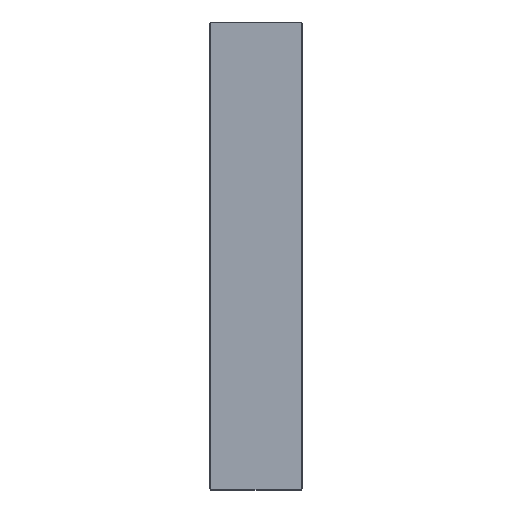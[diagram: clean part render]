
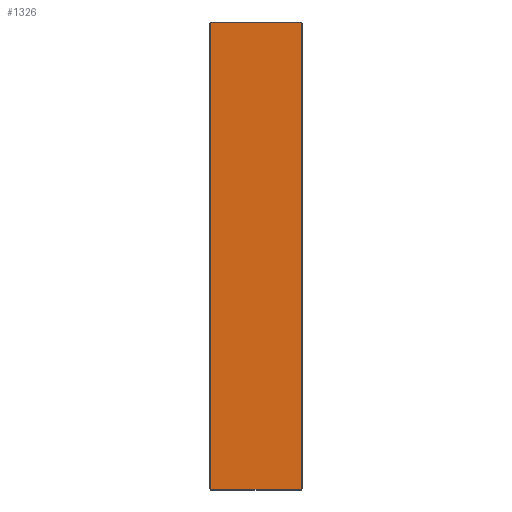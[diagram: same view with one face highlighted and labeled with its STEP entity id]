
A CAD part, top view. The second image highlights one B-rep face of the part: STEP entity #1326.
In plain terms, the highlighted planar face has unit normal (0, 0, 1).
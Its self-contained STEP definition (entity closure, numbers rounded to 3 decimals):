
#2 = EDGE_CURVE ( 'NONE', #918, #454, #973, .T. ) ;
#56 = CARTESIAN_POINT ( 'NONE',  ( 82.7, -428.5, 0. ) ) ;
#105 = VECTOR ( 'NONE', #554, 1000. ) ;
#108 = VECTOR ( 'NONE', #1352, 1000. ) ;
#213 = CARTESIAN_POINT ( 'NONE',  ( -82.7, -426.7, 0. ) ) ;
#315 = FACE_OUTER_BOUND ( 'NONE', #2144, .T. ) ;
#344 = LINE ( 'NONE', #1919, #105 ) ;
#454 = VERTEX_POINT ( 'NONE', #680 ) ;
#492 = ORIENTED_EDGE ( 'NONE', *, *, #674, .T. ) ;
#554 = DIRECTION ( 'NONE',  ( 0., 1., 0. ) ) ;
#563 = VERTEX_POINT ( 'NONE', #213 ) ;
#573 = EDGE_CURVE ( 'NONE', #1007, #1445, #885, .T. ) ;
#574 = CARTESIAN_POINT ( 'NONE',  ( 82.7, 426.5, 0. ) ) ;
#587 = DIRECTION ( 'NONE',  ( 0., 0., -1. ) ) ;
#592 = ORIENTED_EDGE ( 'NONE', *, *, #595, .T. ) ;
#595 = EDGE_CURVE ( 'NONE', #1684, #1445, #344, .T. ) ;
#625 = DIRECTION ( 'NONE',  ( -1., 0., 0. ) ) ;
#674 = EDGE_CURVE ( 'NONE', #1793, #454, #1926, .T. ) ;
#680 = CARTESIAN_POINT ( 'NONE',  ( -82.7, 426.5, 0. ) ) ;
#737 = CARTESIAN_POINT ( 'NONE',  ( 82.7, -426.7, 0. ) ) ;
#748 = CARTESIAN_POINT ( 'NONE',  ( 0., 0., 0. ) ) ;
#826 = EDGE_CURVE ( 'NONE', #918, #563, #1705, .T. ) ;
#842 = CARTESIAN_POINT ( 'NONE',  ( -82.7, -426.5, 0. ) ) ;
#885 = LINE ( 'NONE', #574, #2028 ) ;
#918 = VERTEX_POINT ( 'NONE', #1995 ) ;
#932 = LINE ( 'NONE', #56, #1814 ) ;
#941 = AXIS2_PLACEMENT_3D ( 'NONE', #748, #587, #625 ) ;
#943 = CARTESIAN_POINT ( 'NONE',  ( -82.7, 426.7, 0. ) ) ;
#973 = LINE ( 'NONE', #842, #108 ) ;
#974 = CARTESIAN_POINT ( 'NONE',  ( -82.7, -428.5, 0. ) ) ;
#980 = ORIENTED_EDGE ( 'NONE', *, *, #1978, .F. ) ;
#1007 = VERTEX_POINT ( 'NONE', #1182 ) ;
#1093 = DIRECTION ( 'NONE',  ( 0., -1., 0. ) ) ;
#1125 = VECTOR ( 'NONE', #1255, 1000. ) ;
#1152 = VECTOR ( 'NONE', #1637, 1000. ) ;
#1161 = ORIENTED_EDGE ( 'NONE', *, *, #573, .F. ) ;
#1182 = CARTESIAN_POINT ( 'NONE',  ( 82.7, 426.5, 0. ) ) ;
#1219 = EDGE_CURVE ( 'NONE', #1007, #1712, #932, .T. ) ;
#1249 = VECTOR ( 'NONE', #1631, 1000. ) ;
#1255 = DIRECTION ( 'NONE',  ( -1., 0., 0. ) ) ;
#1270 = CARTESIAN_POINT ( 'NONE',  ( 82.7, -426.7, 0. ) ) ;
#1302 = CARTESIAN_POINT ( 'NONE',  ( -82.7, 426.7, 0. ) ) ;
#1304 = PLANE ( 'NONE',  #941 ) ;
#1326 = ADVANCED_FACE ( 'NONE', ( #315 ), #1304, .F. ) ;
#1352 = DIRECTION ( 'NONE',  ( 0., 1., 0. ) ) ;
#1389 = VECTOR ( 'NONE', #1093, 1000. ) ;
#1404 = DIRECTION ( 'NONE',  ( 0., 1., 0. ) ) ;
#1445 = VERTEX_POINT ( 'NONE', #1665 ) ;
#1518 = LINE ( 'NONE', #1270, #1125 ) ;
#1541 = ORIENTED_EDGE ( 'NONE', *, *, #1219, .T. ) ;
#1544 = ORIENTED_EDGE ( 'NONE', *, *, #2077, .F. ) ;
#1570 = DIRECTION ( 'NONE',  ( 0., -1., 0. ) ) ;
#1631 = DIRECTION ( 'NONE',  ( 1., 0., 0. ) ) ;
#1637 = DIRECTION ( 'NONE',  ( 0., -1., 0. ) ) ;
#1665 = CARTESIAN_POINT ( 'NONE',  ( 82.7, -426.5, 0. ) ) ;
#1684 = VERTEX_POINT ( 'NONE', #737 ) ;
#1705 = LINE ( 'NONE', #974, #1152 ) ;
#1712 = VERTEX_POINT ( 'NONE', #2089 ) ;
#1793 = VERTEX_POINT ( 'NONE', #943 ) ;
#1807 = LINE ( 'NONE', #1302, #1249 ) ;
#1814 = VECTOR ( 'NONE', #1404, 1000. ) ;
#1919 = CARTESIAN_POINT ( 'NONE',  ( 82.7, -428.5, 0. ) ) ;
#1926 = LINE ( 'NONE', #1936, #1389 ) ;
#1933 = ORIENTED_EDGE ( 'NONE', *, *, #826, .T. ) ;
#1936 = CARTESIAN_POINT ( 'NONE',  ( -82.7, -428.5, 0. ) ) ;
#1978 = EDGE_CURVE ( 'NONE', #1793, #1712, #1807, .T. ) ;
#1995 = CARTESIAN_POINT ( 'NONE',  ( -82.7, -426.5, 0. ) ) ;
#2028 = VECTOR ( 'NONE', #1570, 1000. ) ;
#2077 = EDGE_CURVE ( 'NONE', #1684, #563, #1518, .T. ) ;
#2089 = CARTESIAN_POINT ( 'NONE',  ( 82.7, 426.7, 0. ) ) ;
#2102 = ORIENTED_EDGE ( 'NONE', *, *, #2, .F. ) ;
#2144 = EDGE_LOOP ( 'NONE', ( #980, #492, #2102, #1933, #1544, #592, #1161, #1541 ) ) ;
